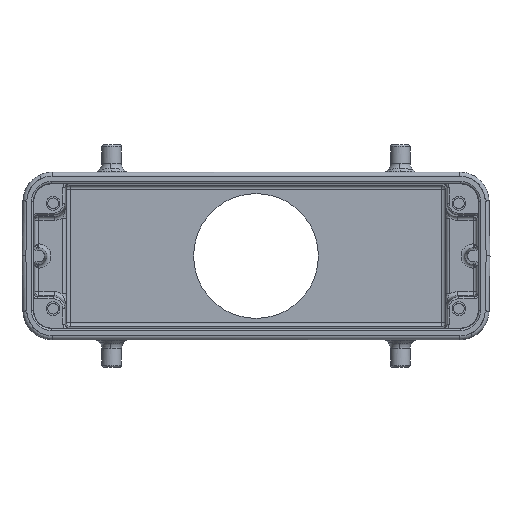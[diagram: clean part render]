
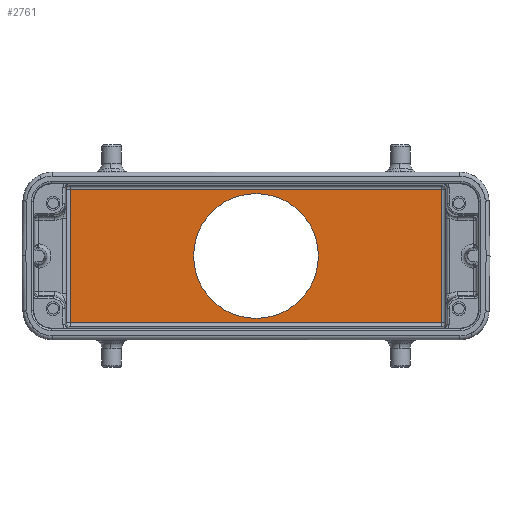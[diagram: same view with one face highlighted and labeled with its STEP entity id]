
A CAD part, front view. The second image highlights one B-rep face of the part: STEP entity #2761.
In plain terms, the highlighted planar face has unit normal (0, -1, 0).
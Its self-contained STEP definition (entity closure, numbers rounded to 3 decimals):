
#824=LINE('',#16552,#1388);
#825=LINE('',#16555,#1389);
#826=LINE('',#16557,#1390);
#827=LINE('',#16559,#1391);
#1388=VECTOR('',#10288,1.);
#1389=VECTOR('',#10289,1.);
#1390=VECTOR('',#10290,1.);
#1391=VECTOR('',#10291,1.);
#2761=ADVANCED_FACE('',(#3120,#3121),#3036,.F.);
#3036=PLANE('',#8634);
#3120=FACE_BOUND('',#3567,.T.);
#3121=FACE_BOUND('',#3568,.T.);
#3567=EDGE_LOOP('',(#5573));
#3568=EDGE_LOOP('',(#5574,#5575,#5576,#5577));
#5573=ORIENTED_EDGE('',*,*,#7723,.T.);
#5574=ORIENTED_EDGE('',*,*,#7724,.F.);
#5575=ORIENTED_EDGE('',*,*,#7725,.F.);
#5576=ORIENTED_EDGE('',*,*,#7726,.F.);
#5577=ORIENTED_EDGE('',*,*,#7727,.F.);
#6641=VERTEX_POINT('',#16551);
#6642=VERTEX_POINT('',#16553);
#6643=VERTEX_POINT('',#16554);
#6644=VERTEX_POINT('',#16556);
#6645=VERTEX_POINT('',#16558);
#7723=EDGE_CURVE('',#6641,#6641,#8067,.T.);
#7724=EDGE_CURVE('',#6642,#6643,#824,.T.);
#7725=EDGE_CURVE('',#6644,#6642,#825,.T.);
#7726=EDGE_CURVE('',#6645,#6644,#826,.T.);
#7727=EDGE_CURVE('',#6643,#6645,#827,.T.);
#8067=CIRCLE('',#8633,16.);
#8633=AXIS2_PLACEMENT_3D('',#16550,#10286,#10287);
#8634=AXIS2_PLACEMENT_3D('',#16560,#10292,#10293);
#10286=DIRECTION('',(0.,1.,0.));
#10287=DIRECTION('',(0.,0.,1.));
#10288=DIRECTION('',(0.,0.,-1.));
#10289=DIRECTION('',(1.,0.,0.));
#10290=DIRECTION('',(0.,0.,1.));
#10291=DIRECTION('',(-1.,0.,0.));
#10292=DIRECTION('',(0.,1.,0.));
#10293=DIRECTION('',(-1.,0.,0.));
#16550=CARTESIAN_POINT('',(0.,28.9,0.));
#16551=CARTESIAN_POINT('',(0.,28.9,16.));
#16552=CARTESIAN_POINT('',(47.635,28.9,17.135));
#16553=CARTESIAN_POINT('',(47.635,28.9,17.135));
#16554=CARTESIAN_POINT('',(47.635,28.9,-17.135));
#16555=CARTESIAN_POINT('',(-47.635,28.9,17.135));
#16556=CARTESIAN_POINT('',(-47.635,28.9,17.135));
#16557=CARTESIAN_POINT('',(-47.635,28.9,-17.135));
#16558=CARTESIAN_POINT('',(-47.635,28.9,-17.135));
#16559=CARTESIAN_POINT('',(47.635,28.9,-17.135));
#16560=CARTESIAN_POINT('',(-52.5,28.9,-14.));
